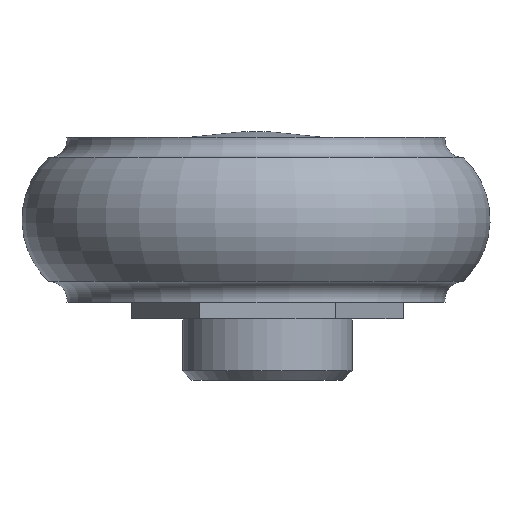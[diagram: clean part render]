
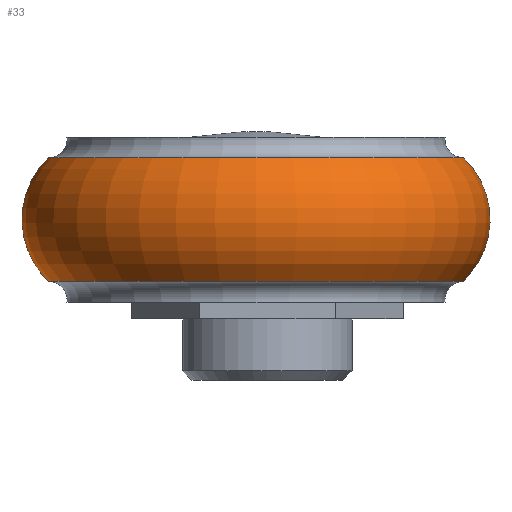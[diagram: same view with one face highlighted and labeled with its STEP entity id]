
A CAD part, front view. The second image highlights one B-rep face of the part: STEP entity #33.
In plain terms, the highlighted toroidal (fillet/blend) face has major radius 15.85 mm and minor radius 9 mm.
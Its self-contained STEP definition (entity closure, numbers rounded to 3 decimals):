
#33 = ADVANCED_FACE ( 'NONE', ( #198, #202 ), #207, .T. ) ;
#64 = ORIENTED_EDGE ( 'NONE', *, *, #566, .T. ) ;
#65 = ORIENTED_EDGE ( 'NONE', *, *, #569, .F. ) ;
#126 = EDGE_LOOP ( 'NONE', ( #65 ) ) ;
#133 = EDGE_LOOP ( 'NONE', ( #64 ) ) ;
#198 = FACE_OUTER_BOUND ( 'NONE', #133, .T. ) ;
#202 = FACE_OUTER_BOUND ( 'NONE', #126, .T. ) ;
#207 = TOROIDAL_SURFACE ( 'NONE', #600, 15.85, 9. ) ;
#260 = CIRCLE ( 'NONE', #610, 22.022 ) ;
#263 = CIRCLE ( 'NONE', #613, 22.022 ) ;
#371 = DIRECTION ( 'NONE',  ( 0., 0., -1. ) ) ;
#372 = CARTESIAN_POINT ( 'NONE',  ( 0., 0., 0. ) ) ;
#373 = DIRECTION ( 'NONE',  ( -1., 0., 0. ) ) ;
#444 = CARTESIAN_POINT ( 'NONE',  ( 0., 0., 6.55 ) ) ;
#457 = CARTESIAN_POINT ( 'NONE',  ( 0., 0., -6.55 ) ) ;
#458 = DIRECTION ( 'NONE',  ( 0., 0., -1. ) ) ;
#459 = DIRECTION ( 'NONE',  ( -1., 0., 0. ) ) ;
#466 = DIRECTION ( 'NONE',  ( 0., 0., -1. ) ) ;
#467 = DIRECTION ( 'NONE',  ( -1., 0., 0. ) ) ;
#505 = VERTEX_POINT ( 'NONE', #506 ) ;
#506 = CARTESIAN_POINT ( 'NONE',  ( -22.022, 0., 6.55 ) ) ;
#509 = VERTEX_POINT ( 'NONE', #510 ) ;
#510 = CARTESIAN_POINT ( 'NONE',  ( -22.022, 0., -6.55 ) ) ;
#566 = EDGE_CURVE ( 'NONE', #505, #505, #260, .T. ) ;
#569 = EDGE_CURVE ( 'NONE', #509, #509, #263, .T. ) ;
#600 = AXIS2_PLACEMENT_3D ( 'NONE', #372, #371, #373 ) ;
#610 = AXIS2_PLACEMENT_3D ( 'NONE', #444, #458, #459 ) ;
#613 = AXIS2_PLACEMENT_3D ( 'NONE', #457, #466, #467 ) ;
